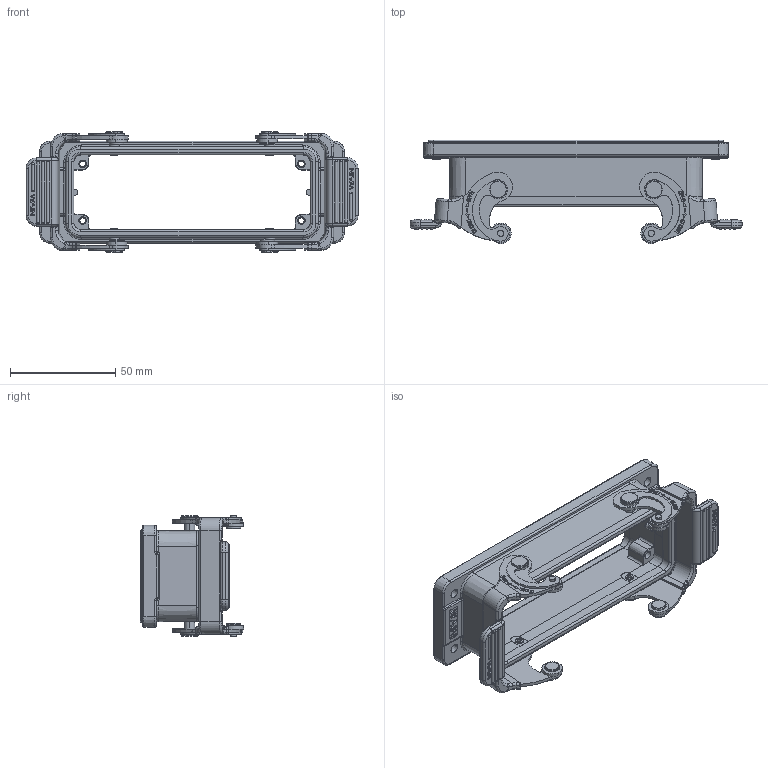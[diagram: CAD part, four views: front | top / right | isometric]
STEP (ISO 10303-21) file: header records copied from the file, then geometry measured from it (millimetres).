
FILE_DESCRIPTION((''),'2;1');
FILE_NAME('PRT0643','2018-09-20T',('dm.li'),(''),'PRO/ENGINEER BY PARAMETRIC TECHNOLOGY CORPORATION, 2012480','PRO/ENGINEER BY PARAMETRIC TECHNOLOGY CORPORATION, 2012480','');
FILE_SCHEMA(('AUTOMOTIVE_DESIGN { 1 0 10303 214 1 1 1 1 }'));
Products named in the file (1): PRT0643
Bounding box: 157.8 x 49.15 x 57.5 mm (x, y, z)
Volume: 59686.4 mm3; surface area: 51469.1 mm2
Topology: 6 solids, 19 shells, 2090 faces, 5725 edges, 3744 vertices
Faces by surface type: plane 936, cylinder 558, extrusion 160, torus 144, cone 126, bspline 90, sphere 76
Entity records: 82773 total; most frequent: CARTESIAN_POINT 19974, ORIENTED_EDGE 11326, DIRECTION 10392, EDGE_CURVE 5671, VERTEX_POINT 3744, AXIS2_PLACEMENT_3D 3609, VECTOR 3174, LINE 3014
